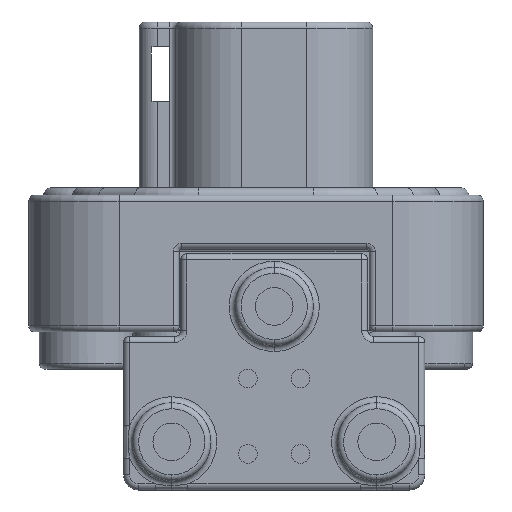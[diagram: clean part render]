
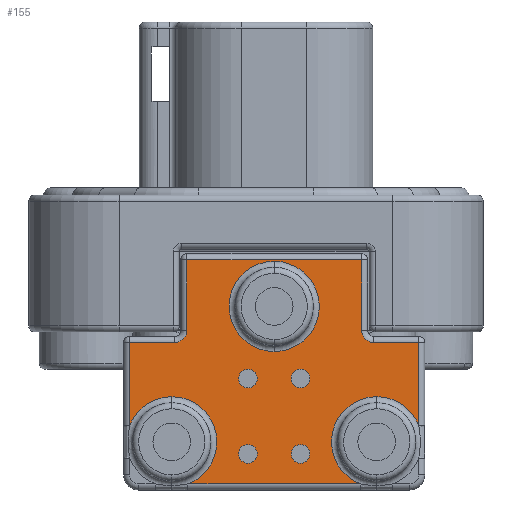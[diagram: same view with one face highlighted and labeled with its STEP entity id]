
A CAD part, front view. The second image highlights one B-rep face of the part: STEP entity #155.
In plain terms, the highlighted planar face has unit normal (0, -1, 0).
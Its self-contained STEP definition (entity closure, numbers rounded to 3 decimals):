
#155=ADVANCED_FACE('',(#780,#781,#782,#783,#784,#785),#786,.T.);
#780=FACE_OUTER_BOUND('',#1821,.T.);
#781=FACE_BOUND('',#1822,.T.);
#782=FACE_BOUND('',#1823,.T.);
#783=FACE_BOUND('',#1824,.T.);
#784=FACE_BOUND('',#1825,.T.);
#785=FACE_BOUND('',#1826,.T.);
#786=PLANE('',#1827);
#1821=EDGE_LOOP('',(#5039,#5040,#5041,#5042,#5043,#5044,#5045,#5046,#5047,#5048,#5049,#5050,#5051,#5052));
#1822=EDGE_LOOP('',(#5053,#5054,#5055));
#1823=EDGE_LOOP('',(#5056,#5057));
#1824=EDGE_LOOP('',(#5058,#5059));
#1825=EDGE_LOOP('',(#5060,#5061));
#1826=EDGE_LOOP('',(#5062,#5063));
#1827=AXIS2_PLACEMENT_3D('',#5064,#5065,#5066);
#5039=ORIENTED_EDGE('',*,*,#8557,.F.);
#5040=ORIENTED_EDGE('',*,*,#8558,.T.);
#5041=ORIENTED_EDGE('',*,*,#8559,.T.);
#5042=ORIENTED_EDGE('',*,*,#8552,.T.);
#5043=ORIENTED_EDGE('',*,*,#8560,.T.);
#5044=ORIENTED_EDGE('',*,*,#8561,.T.);
#5045=ORIENTED_EDGE('',*,*,#8562,.T.);
#5046=ORIENTED_EDGE('',*,*,#8563,.T.);
#5047=ORIENTED_EDGE('',*,*,#8564,.T.);
#5048=ORIENTED_EDGE('',*,*,#8565,.T.);
#5049=ORIENTED_EDGE('',*,*,#8566,.F.);
#5050=ORIENTED_EDGE('',*,*,#8337,.F.);
#5051=ORIENTED_EDGE('',*,*,#8567,.T.);
#5052=ORIENTED_EDGE('',*,*,#8342,.F.);
#5053=ORIENTED_EDGE('',*,*,#8568,.F.);
#5054=ORIENTED_EDGE('',*,*,#8569,.F.);
#5055=ORIENTED_EDGE('',*,*,#8379,.F.);
#5056=ORIENTED_EDGE('',*,*,#8184,.F.);
#5057=ORIENTED_EDGE('',*,*,#8570,.F.);
#5058=ORIENTED_EDGE('',*,*,#8173,.F.);
#5059=ORIENTED_EDGE('',*,*,#8571,.F.);
#5060=ORIENTED_EDGE('',*,*,#8386,.F.);
#5061=ORIENTED_EDGE('',*,*,#8521,.F.);
#5062=ORIENTED_EDGE('',*,*,#8163,.F.);
#5063=ORIENTED_EDGE('',*,*,#8572,.F.);
#5064=CARTESIAN_POINT('',(0.0,-15.748,-14.732));
#5065=DIRECTION('',(0.0,-1.0,0.0));
#5066=DIRECTION('',(0.0,0.0,-1.0));
#8163=EDGE_CURVE('',#9478,#9481,#9482,.T.);
#8173=EDGE_CURVE('',#9496,#9499,#9500,.T.);
#8184=EDGE_CURVE('',#9517,#9520,#9521,.T.);
#8337=EDGE_CURVE('',#9810,#9802,#9812,.T.);
#8342=EDGE_CURVE('',#9820,#9822,#9823,.T.);
#8379=EDGE_CURVE('',#9890,#9887,#9892,.T.);
#8386=EDGE_CURVE('',#9903,#9906,#9907,.T.);
#8521=EDGE_CURVE('',#9906,#9903,#10141,.T.);
#8552=EDGE_CURVE('',#10187,#10189,#10191,.T.);
#8557=EDGE_CURVE('',#10200,#9820,#10201,.T.);
#8558=EDGE_CURVE('',#10200,#10202,#10203,.T.);
#8559=EDGE_CURVE('',#10202,#10187,#10204,.T.);
#8560=EDGE_CURVE('',#10189,#10205,#10206,.T.);
#8561=EDGE_CURVE('',#10205,#10207,#10208,.T.);
#8562=EDGE_CURVE('',#10207,#10209,#10210,.T.);
#8563=EDGE_CURVE('',#10209,#10211,#10212,.T.);
#8564=EDGE_CURVE('',#10211,#10213,#10214,.T.);
#8565=EDGE_CURVE('',#10213,#10215,#10216,.T.);
#8566=EDGE_CURVE('',#9802,#10215,#10217,.T.);
#8567=EDGE_CURVE('',#9810,#9822,#10218,.T.);
#8568=EDGE_CURVE('',#10219,#9890,#10220,.T.);
#8569=EDGE_CURVE('',#9887,#10219,#10221,.T.);
#8570=EDGE_CURVE('',#9520,#9517,#10222,.T.);
#8571=EDGE_CURVE('',#9499,#9496,#10223,.T.);
#8572=EDGE_CURVE('',#9481,#9478,#10224,.T.);
#9478=VERTEX_POINT('',#11664);
#9481=VERTEX_POINT('',#11668);
#9482=CIRCLE('',#11669,0.787);
#9496=VERTEX_POINT('',#11688);
#9499=VERTEX_POINT('',#11692);
#9500=CIRCLE('',#11693,0.787);
#9517=VERTEX_POINT('',#11715);
#9520=VERTEX_POINT('',#11719);
#9521=CIRCLE('',#11720,0.787);
#9802=VERTEX_POINT('',#12322);
#9810=VERTEX_POINT('',#12343);
#9812=CIRCLE('',#12358,3.81);
#9820=VERTEX_POINT('',#12366);
#9822=VERTEX_POINT('',#12368);
#9823=CIRCLE('',#12369,3.81);
#9887=VERTEX_POINT('',#12456);
#9890=VERTEX_POINT('',#12459);
#9892=CIRCLE('',#12461,3.81);
#9903=VERTEX_POINT('',#12484);
#9906=VERTEX_POINT('',#12488);
#9907=CIRCLE('',#12489,0.787);
#10141=CIRCLE('',#12838,0.787);
#10187=VERTEX_POINT('',#12940);
#10189=VERTEX_POINT('',#12942);
#10191=CIRCLE('',#12944,1.016);
#10200=VERTEX_POINT('',#12955);
#10201=CIRCLE('',#12956,3.81);
#10202=VERTEX_POINT('',#12957);
#10203=LINE('',#12958,#12959);
#10204=LINE('',#12960,#12961);
#10205=VERTEX_POINT('',#12962);
#10206=LINE('',#12963,#12964);
#10207=VERTEX_POINT('',#12965);
#10208=LINE('',#12966,#12967);
#10209=VERTEX_POINT('',#12968);
#10210=LINE('',#12969,#12970);
#10211=VERTEX_POINT('',#12971);
#10212=CIRCLE('',#12972,1.016);
#10213=VERTEX_POINT('',#12973);
#10214=LINE('',#12974,#12975);
#10215=VERTEX_POINT('',#12976);
#10216=LINE('',#12977,#12978);
#10217=CIRCLE('',#12979,3.81);
#10218=LINE('',#12980,#12981);
#10219=VERTEX_POINT('',#12982);
#10220=CIRCLE('',#12983,3.81);
#10221=CIRCLE('',#12984,3.81);
#10222=CIRCLE('',#12985,0.787);
#10223=CIRCLE('',#12986,0.787);
#10224=CIRCLE('',#12987,0.787);
#11664=CARTESIAN_POINT('',(3.759,-15.748,-30.886));
#11668=CARTESIAN_POINT('',(3.759,-15.748,-29.312));
#11669=AXIS2_PLACEMENT_3D('',#15583,#15584,#15585);
#11688=CARTESIAN_POINT('',(-0.686,-15.748,-30.886));
#11692=CARTESIAN_POINT('',(-0.686,-15.748,-29.312));
#11693=AXIS2_PLACEMENT_3D('',#15601,#15602,#15603);
#11715=CARTESIAN_POINT('',(-0.686,-15.748,-37.236));
#11719=CARTESIAN_POINT('',(-0.686,-15.748,-35.662));
#11720=AXIS2_PLACEMENT_3D('',#15622,#15623,#15624);
#12322=CARTESIAN_POINT('',(-7.095,-15.748,-31.623));
#12343=CARTESIAN_POINT('',(-5.744,-15.748,-38.989));
#12358=AXIS2_PLACEMENT_3D('',#15946,#15947,#15948);
#12366=CARTESIAN_POINT('',(10.202,-15.748,-31.623));
#12368=CARTESIAN_POINT('',(8.818,-15.748,-38.989));
#12369=AXIS2_PLACEMENT_3D('',#15961,#15962,#15963);
#12456=CARTESIAN_POINT('',(1.52,-15.748,-27.813));
#12459=CARTESIAN_POINT('',(1.553,-15.748,-20.193));
#12461=AXIS2_PLACEMENT_3D('',#16049,#16050,#16051);
#12484=CARTESIAN_POINT('',(3.759,-15.748,-37.236));
#12488=CARTESIAN_POINT('',(3.759,-15.748,-35.662));
#12489=AXIS2_PLACEMENT_3D('',#16065,#16066,#16067);
#12838=AXIS2_PLACEMENT_3D('',#16301,#16302,#16303);
#12940=CARTESIAN_POINT('',(9.931,-15.748,-27.051));
#12942=CARTESIAN_POINT('',(8.915,-15.748,-26.035));
#12944=AXIS2_PLACEMENT_3D('',#16354,#16355,#16356);
#12955=CARTESIAN_POINT('',(13.741,-15.748,-34.065));
#12956=AXIS2_PLACEMENT_3D('',#16365,#16366,#16367);
#12957=CARTESIAN_POINT('',(13.741,-15.748,-27.051));
#12958=CARTESIAN_POINT('',(13.741,-15.748,-34.065));
#12959=VECTOR('',#16368,7.014);
#12960=CARTESIAN_POINT('',(13.741,-15.748,-27.051));
#12961=VECTOR('',#16369,3.81);
#12962=CARTESIAN_POINT('',(8.915,-15.748,-20.066));
#12963=CARTESIAN_POINT('',(8.915,-15.748,-26.035));
#12964=VECTOR('',#16370,5.969);
#12965=CARTESIAN_POINT('',(-5.842,-15.748,-20.066));
#12966=CARTESIAN_POINT('',(8.915,-15.748,-20.066));
#12967=VECTOR('',#16371,14.757);
#12968=CARTESIAN_POINT('',(-5.842,-15.748,-26.035));
#12969=CARTESIAN_POINT('',(-5.842,-15.748,-20.066));
#12970=VECTOR('',#16372,5.969);
#12971=CARTESIAN_POINT('',(-6.858,-15.748,-27.051));
#12972=AXIS2_PLACEMENT_3D('',#16373,#16374,#16375);
#12973=CARTESIAN_POINT('',(-10.668,-15.748,-27.051));
#12974=CARTESIAN_POINT('',(-6.858,-15.748,-27.051));
#12975=VECTOR('',#16376,3.81);
#12976=CARTESIAN_POINT('',(-10.668,-15.748,-34.065));
#12977=CARTESIAN_POINT('',(-10.668,-15.748,-27.051));
#12978=VECTOR('',#16377,7.014);
#12979=AXIS2_PLACEMENT_3D('',#16378,#16379,#16380);
#12980=CARTESIAN_POINT('',(-5.744,-15.748,-38.989));
#12981=VECTOR('',#16381,14.562);
#12982=CARTESIAN_POINT('',(1.537,-15.748,-27.813));
#12983=AXIS2_PLACEMENT_3D('',#16382,#16383,#16384);
#12984=AXIS2_PLACEMENT_3D('',#16385,#16386,#16387);
#12985=AXIS2_PLACEMENT_3D('',#16388,#16389,#16390);
#12986=AXIS2_PLACEMENT_3D('',#16391,#16392,#16393);
#12987=AXIS2_PLACEMENT_3D('',#16394,#16395,#16396);
#15583=CARTESIAN_POINT('',(3.759,-15.748,-30.099));
#15584=DIRECTION('',(0.0,-1.0,0.0));
#15585=DIRECTION('',(0.0,0.0,-1.0));
#15601=CARTESIAN_POINT('',(-0.686,-15.748,-30.099));
#15602=DIRECTION('',(0.0,-1.0,0.0));
#15603=DIRECTION('',(0.0,0.0,-1.0));
#15622=CARTESIAN_POINT('',(-0.686,-15.748,-36.449));
#15623=DIRECTION('',(0.0,-1.0,0.0));
#15624=DIRECTION('',(0.0,0.0,-1.0));
#15946=CARTESIAN_POINT('',(-7.112,-15.748,-35.433));
#15947=DIRECTION('',(0.0,-1.0,0.0));
#15948=DIRECTION('',(0.359,0.0,-0.933));
#15961=CARTESIAN_POINT('',(10.185,-15.748,-35.433));
#15962=DIRECTION('',(0.0,-1.0,0.0));
#15963=DIRECTION('',(0.933,0.0,0.359));
#16049=CARTESIAN_POINT('',(1.537,-15.748,-24.003));
#16050=DIRECTION('',(0.0,-1.0,0.0));
#16051=DIRECTION('',(0.0,0.0,-1.0));
#16065=CARTESIAN_POINT('',(3.759,-15.748,-36.449));
#16066=DIRECTION('',(0.0,-1.0,0.0));
#16067=DIRECTION('',(0.0,0.0,1.0));
#16301=CARTESIAN_POINT('',(3.759,-15.748,-36.449));
#16302=DIRECTION('',(0.0,-1.0,0.0));
#16303=DIRECTION('',(0.0,0.0,1.0));
#16354=CARTESIAN_POINT('',(9.931,-15.748,-26.035));
#16355=DIRECTION('',(0.0,1.0,0.0));
#16356=DIRECTION('',(0.,0.0,-1.0));
#16365=CARTESIAN_POINT('',(10.185,-15.748,-35.433));
#16366=DIRECTION('',(0.0,-1.0,0.0));
#16367=DIRECTION('',(0.933,0.0,0.359));
#16368=DIRECTION('',(0.0,0.,1.0));
#16369=DIRECTION('',(-1.0,0.0,0.));
#16370=DIRECTION('',(0.0,0.0,1.0));
#16371=DIRECTION('',(-1.0,0.0,0.0));
#16372=DIRECTION('',(0.0,0.0,-1.0));
#16373=CARTESIAN_POINT('',(-6.858,-15.748,-26.035));
#16374=DIRECTION('',(-0.0,1.0,0.0));
#16375=DIRECTION('',(1.0,0.0,0.0));
#16376=DIRECTION('',(-1.0,0.0,0.0));
#16377=DIRECTION('',(0.0,0.,-1.0));
#16378=CARTESIAN_POINT('',(-7.112,-15.748,-35.433));
#16379=DIRECTION('',(0.0,-1.0,0.0));
#16380=DIRECTION('',(0.359,0.0,-0.933));
#16381=DIRECTION('',(1.0,0.,0.0));
#16382=CARTESIAN_POINT('',(1.537,-15.748,-24.003));
#16383=DIRECTION('',(0.0,-1.0,0.0));
#16384=DIRECTION('',(0.0,0.0,-1.0));
#16385=CARTESIAN_POINT('',(1.537,-15.748,-24.003));
#16386=DIRECTION('',(0.0,-1.0,0.0));
#16387=DIRECTION('',(0.0,0.0,-1.0));
#16388=CARTESIAN_POINT('',(-0.686,-15.748,-36.449));
#16389=DIRECTION('',(0.0,-1.0,0.0));
#16390=DIRECTION('',(0.0,0.0,-1.0));
#16391=CARTESIAN_POINT('',(-0.686,-15.748,-30.099));
#16392=DIRECTION('',(0.0,-1.0,0.0));
#16393=DIRECTION('',(0.0,0.0,-1.0));
#16394=CARTESIAN_POINT('',(3.759,-15.748,-30.099));
#16395=DIRECTION('',(0.0,-1.0,0.0));
#16396=DIRECTION('',(0.0,0.0,-1.0));
